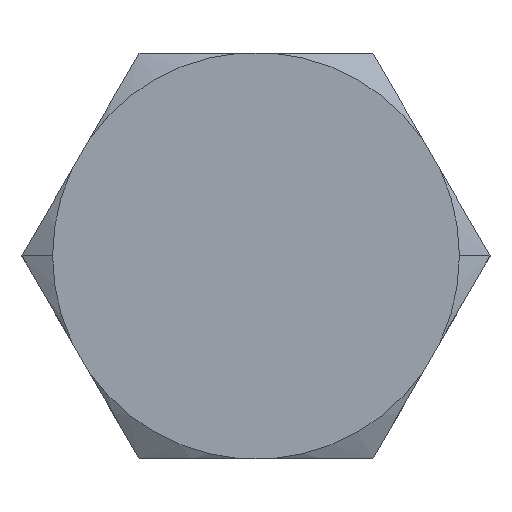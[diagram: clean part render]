
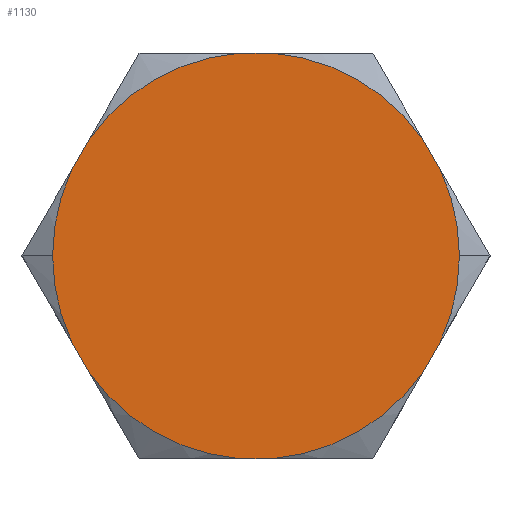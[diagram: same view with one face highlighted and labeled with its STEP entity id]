
A CAD part, top view. The second image highlights one B-rep face of the part: STEP entity #1130.
In plain terms, the highlighted planar face has unit normal (0, 0, 1).
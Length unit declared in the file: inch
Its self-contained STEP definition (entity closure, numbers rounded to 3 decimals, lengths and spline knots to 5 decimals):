
#334=CARTESIAN_POINT('',(-0.219,0.,0.558));
#335=VERTEX_POINT('',#334);
#342=CARTESIAN_POINT('',(-0.19832,-0.0929,0.558));
#343=VERTEX_POINT('',#342);
#357=CARTESIAN_POINT('',(0.0,0.0,0.558));
#358=DIRECTION('',(0.0,0.0,1.0));
#359=DIRECTION('',(-1.0,0.0,0.0));
#360=AXIS2_PLACEMENT_3D('',#357,#358,#359);
#361=CIRCLE('',#360,0.219);
#362=EDGE_CURVE('',#335,#343,#361,.T.);
#372=CARTESIAN_POINT('',(0.219,0.,0.558));
#373=VERTEX_POINT('',#372);
#382=CARTESIAN_POINT('',(0.19832,-0.0929,0.558));
#383=VERTEX_POINT('',#382);
#384=CARTESIAN_POINT('',(0.0,0.0,0.558));
#385=DIRECTION('',(0.0,0.0,1.0));
#386=DIRECTION('',(-1.0,0.0,0.0));
#387=AXIS2_PLACEMENT_3D('',#384,#385,#386);
#388=CIRCLE('',#387,0.219);
#389=EDGE_CURVE('',#383,#373,#388,.T.);
#429=CARTESIAN_POINT('',(0.19832,0.0929,0.558));
#430=VERTEX_POINT('',#429);
#444=CARTESIAN_POINT('',(0.0,0.0,0.558));
#445=DIRECTION('',(0.0,0.0,1.0));
#446=DIRECTION('',(-1.0,0.0,0.0));
#447=AXIS2_PLACEMENT_3D('',#444,#445,#446);
#448=CIRCLE('',#447,0.219);
#449=EDGE_CURVE('',#373,#430,#448,.T.);
#459=CARTESIAN_POINT('',(0.17962,-0.1253,0.558));
#460=VERTEX_POINT('',#459);
#476=CARTESIAN_POINT('',(0.0187,-0.2182,0.558));
#477=VERTEX_POINT('',#476);
#478=CARTESIAN_POINT('',(0.0,0.0,0.558));
#479=DIRECTION('',(0.0,0.0,1.0));
#480=DIRECTION('',(-1.0,0.0,0.0));
#481=AXIS2_PLACEMENT_3D('',#478,#479,#480);
#482=CIRCLE('',#481,0.219);
#483=EDGE_CURVE('',#477,#460,#482,.T.);
#508=CARTESIAN_POINT('',(-0.17962,-0.1253,0.558));
#509=VERTEX_POINT('',#508);
#523=CARTESIAN_POINT('',(-0.0187,-0.2182,0.558));
#524=VERTEX_POINT('',#523);
#538=CARTESIAN_POINT('',(0.0,0.0,0.558));
#539=DIRECTION('',(0.0,0.0,1.0));
#540=DIRECTION('',(-1.0,0.0,0.0));
#541=AXIS2_PLACEMENT_3D('',#538,#539,#540);
#542=CIRCLE('',#541,0.219);
#543=EDGE_CURVE('',#509,#524,#542,.T.);
#554=CARTESIAN_POINT('',(-0.19832,0.0929,0.558));
#555=VERTEX_POINT('',#554);
#556=CARTESIAN_POINT('',(0.0,0.0,0.558));
#557=DIRECTION('',(0.0,0.0,1.0));
#558=DIRECTION('',(-1.0,0.0,0.0));
#559=AXIS2_PLACEMENT_3D('',#556,#557,#558);
#560=CIRCLE('',#559,0.219);
#561=EDGE_CURVE('',#555,#335,#560,.T.);
#586=CARTESIAN_POINT('',(-0.0187,0.2182,0.558));
#587=VERTEX_POINT('',#586);
#601=CARTESIAN_POINT('',(-0.17962,0.1253,0.558));
#602=VERTEX_POINT('',#601);
#616=CARTESIAN_POINT('',(0.0,0.0,0.558));
#617=DIRECTION('',(0.0,0.0,1.0));
#618=DIRECTION('',(-1.0,0.0,0.0));
#619=AXIS2_PLACEMENT_3D('',#616,#617,#618);
#620=CIRCLE('',#619,0.219);
#621=EDGE_CURVE('',#587,#602,#620,.T.);
#631=CARTESIAN_POINT('',(0.0187,0.2182,0.558));
#632=VERTEX_POINT('',#631);
#648=CARTESIAN_POINT('',(0.17962,0.1253,0.558));
#649=VERTEX_POINT('',#648);
#650=CARTESIAN_POINT('',(0.0,0.0,0.558));
#651=DIRECTION('',(0.0,0.0,1.0));
#652=DIRECTION('',(-1.0,0.0,0.0));
#653=AXIS2_PLACEMENT_3D('',#650,#651,#652);
#654=CIRCLE('',#653,0.219);
#655=EDGE_CURVE('',#649,#632,#654,.T.);
#732=CARTESIAN_POINT('',(-0.0187,0.2182,0.558));
#733=DIRECTION('',(1.0,0.0,0.0));
#734=VECTOR('',#733,0.0374);
#735=LINE('',#732,#734);
#736=EDGE_CURVE('',#587,#632,#735,.T.);
#747=CARTESIAN_POINT('',(0.17962,0.1253,0.558));
#748=DIRECTION('',(0.5,-0.866,0.0));
#749=VECTOR('',#748,0.0374);
#750=LINE('',#747,#749);
#751=EDGE_CURVE('',#649,#430,#750,.T.);
#792=CARTESIAN_POINT('',(0.19832,-0.0929,0.558));
#793=DIRECTION('',(-0.5,-0.866,0.0));
#794=VECTOR('',#793,0.0374);
#795=LINE('',#792,#794);
#796=EDGE_CURVE('',#383,#460,#795,.T.);
#853=CARTESIAN_POINT('',(0.0187,-0.2182,0.558));
#854=DIRECTION('',(-1.0,0.0,0.0));
#855=VECTOR('',#854,0.0374);
#856=LINE('',#853,#855);
#857=EDGE_CURVE('',#477,#524,#856,.T.);
#1074=CARTESIAN_POINT('',(-0.19832,0.0929,0.558));
#1075=DIRECTION('',(0.5,0.866,0.0));
#1076=VECTOR('',#1075,0.0374);
#1077=LINE('',#1074,#1076);
#1078=EDGE_CURVE('',#555,#602,#1077,.T.);
#1100=CARTESIAN_POINT('',(-0.17962,-0.1253,0.558));
#1101=DIRECTION('',(-0.5,0.866,0.0));
#1102=VECTOR('',#1101,0.0374);
#1103=LINE('',#1100,#1102);
#1104=EDGE_CURVE('',#509,#343,#1103,.T.);
#1109=CARTESIAN_POINT('',(0.0,0.0,0.558));
#1110=DIRECTION('',(0.0,0.0,1.0));
#1111=DIRECTION('',(-1.0,0.0,0.0));
#1112=AXIS2_PLACEMENT_3D('',#1109,#1110,#1111);
#1113=PLANE('',#1112);
#1114=ORIENTED_EDGE('',*,*,#655,.T.);
#1115=ORIENTED_EDGE('',*,*,#736,.F.);
#1116=ORIENTED_EDGE('',*,*,#621,.T.);
#1117=ORIENTED_EDGE('',*,*,#1078,.F.);
#1118=ORIENTED_EDGE('',*,*,#561,.T.);
#1119=ORIENTED_EDGE('',*,*,#362,.T.);
#1120=ORIENTED_EDGE('',*,*,#1104,.F.);
#1121=ORIENTED_EDGE('',*,*,#543,.T.);
#1122=ORIENTED_EDGE('',*,*,#857,.F.);
#1123=ORIENTED_EDGE('',*,*,#483,.T.);
#1124=ORIENTED_EDGE('',*,*,#796,.F.);
#1125=ORIENTED_EDGE('',*,*,#389,.T.);
#1126=ORIENTED_EDGE('',*,*,#449,.T.);
#1127=ORIENTED_EDGE('',*,*,#751,.F.);
#1128=EDGE_LOOP('',(#1114,#1115,#1116,#1117,#1118,#1119,#1120,#1121,#1122,#1123,#1124,#1125,#1126,#1127));
#1129=FACE_OUTER_BOUND('',#1128,.T.);
#1130=ADVANCED_FACE('',(#1129),#1113,.T.);
